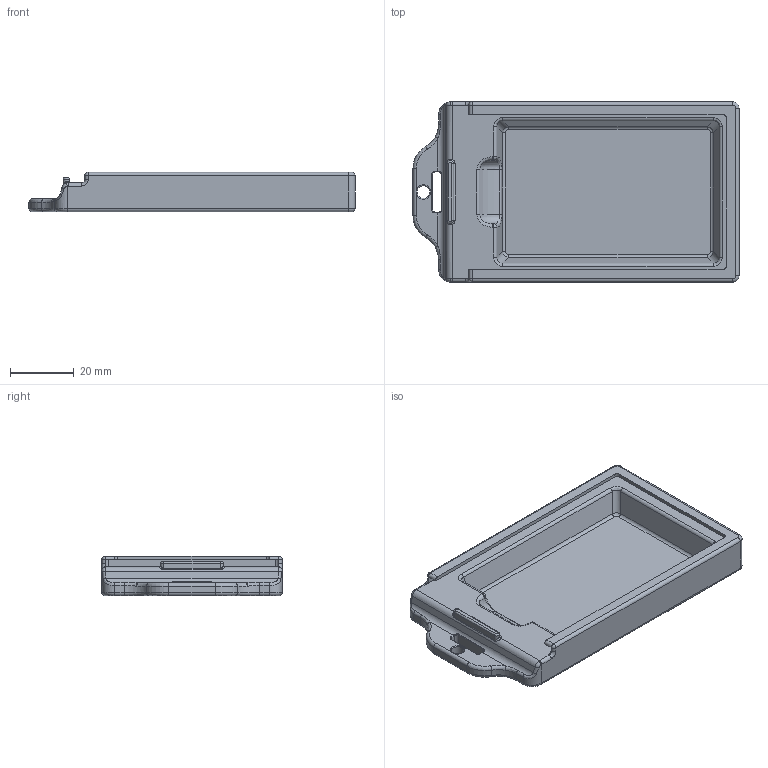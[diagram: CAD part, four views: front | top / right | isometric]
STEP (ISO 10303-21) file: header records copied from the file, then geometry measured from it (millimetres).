
FILE_DESCRIPTION (( 'STEP AP214' ), '1' );
FILE_NAME ('HOLDER Fin.STEP', '2024-03-07T08:58:55', ( '' ), ( '' ), 'SwSTEP 2.0', 'SolidWorks 2020', '' );
FILE_SCHEMA (( 'AUTOMOTIVE_DESIGN' ));
Length unit declared in the file: millimetre
Products named in the file (1): HOLDER Fin
Bounding box: 102 x 56.39 x 12.3 mm (x, y, z)
Volume: 25101.1 mm3; surface area: 17372.1 mm2
Topology: 1 solids, 1 shells, 174 faces, 408 edges, 234 vertices
Faces by surface type: cylinder 76, torus 36, plane 34, bspline 24, sphere 4
Entity records: 5964 total; most frequent: CARTESIAN_POINT 2043, DIRECTION 856, ORIENTED_EDGE 812, EDGE_CURVE 406, AXIS2_PLACEMENT_3D 347, VERTEX_POINT 234, CIRCLE 196, EDGE_LOOP 178
